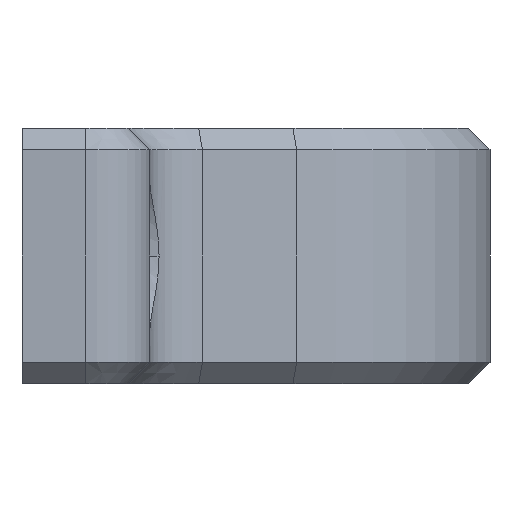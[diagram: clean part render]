
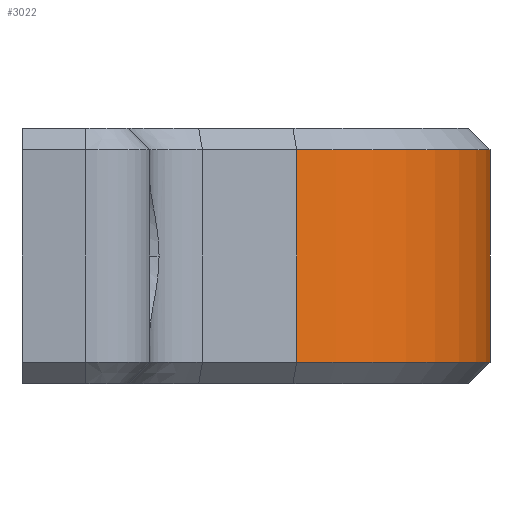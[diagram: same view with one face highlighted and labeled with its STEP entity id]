
A CAD part, front view. The second image highlights one B-rep face of the part: STEP entity #3022.
In plain terms, the highlighted cylindrical face has radius 11 mm (diameter 22 mm), a partial arc.
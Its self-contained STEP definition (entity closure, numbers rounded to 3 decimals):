
#1080 = CONICAL_SURFACE('',#1081,11.,0.785);
#1081 = AXIS2_PLACEMENT_3D('',#1082,#1083,#1084);
#1082 = CARTESIAN_POINT('',(11.,-32.,-5.));
#1083 = DIRECTION('',(0.,0.,1.));
#1084 = DIRECTION('',(0.174,0.985,0.));
#1373 = CONICAL_SURFACE('',#1374,11.,0.785);
#1374 = AXIS2_PLACEMENT_3D('',#1375,#1376,#1377);
#1375 = CARTESIAN_POINT('',(11.,-32.,5.));
#1376 = DIRECTION('',(0.,0.,-1.));
#1377 = DIRECTION('',(0.174,0.985,0.));
#1826 = PLANE('',#1827);
#1827 = AXIS2_PLACEMENT_3D('',#1828,#1829,#1830);
#1828 = CARTESIAN_POINT('',(12.91,-42.833,-6.));
#1829 = DIRECTION('',(0.174,-0.985,0.));
#1830 = DIRECTION('',(-0.985,-0.174,0.));
#2257 = VERTEX_POINT('',#2258);
#2258 = CARTESIAN_POINT('',(12.91,-42.833,-5.));
#2306 = VERTEX_POINT('',#2307);
#2307 = CARTESIAN_POINT('',(12.91,-21.167,-5.));
#2340 = PLANE('',#2341);
#2341 = AXIS2_PLACEMENT_3D('',#2342,#2343,#2344);
#2342 = CARTESIAN_POINT('',(8.479,-20.386,-6.));
#2343 = DIRECTION('',(0.174,0.985,0.));
#2344 = DIRECTION('',(0.985,-0.174,0.));
#2358 = EDGE_CURVE('',#2306,#2257,#2359,.T.);
#2359 = SURFACE_CURVE('',#2360,(#2365,#2372),.PCURVE_S1.);
#2360 = CIRCLE('',#2361,11.);
#2361 = AXIS2_PLACEMENT_3D('',#2362,#2363,#2364);
#2362 = CARTESIAN_POINT('',(11.,-32.,-5.));
#2363 = DIRECTION('',(0.,0.,-1.));
#2364 = DIRECTION('',(0.174,0.985,0.));
#2365 = PCURVE('',#1080,#2366);
#2366 = DEFINITIONAL_REPRESENTATION('',(#2367),#2371);
#2367 = LINE('',#2368,#2369);
#2368 = CARTESIAN_POINT('',(-0.,0.));
#2369 = VECTOR('',#2370,1.);
#2370 = DIRECTION('',(-1.,0.));
#2371 = ( GEOMETRIC_REPRESENTATION_CONTEXT(2) 
PARAMETRIC_REPRESENTATION_CONTEXT() REPRESENTATION_CONTEXT('2D SPACE',''
  ) );
#2372 = PCURVE('',#2373,#2378);
#2373 = CYLINDRICAL_SURFACE('',#2374,11.);
#2374 = AXIS2_PLACEMENT_3D('',#2375,#2376,#2377);
#2375 = CARTESIAN_POINT('',(11.,-32.,-6.));
#2376 = DIRECTION('',(-0.,-0.,-1.));
#2377 = DIRECTION('',(1.,0.,0.));
#2378 = DEFINITIONAL_REPRESENTATION('',(#2379),#2383);
#2379 = LINE('',#2380,#2381);
#2380 = CARTESIAN_POINT('',(-7.679,-1.));
#2381 = VECTOR('',#2382,1.);
#2382 = DIRECTION('',(1.,-0.));
#2383 = ( GEOMETRIC_REPRESENTATION_CONTEXT(2) 
PARAMETRIC_REPRESENTATION_CONTEXT() REPRESENTATION_CONTEXT('2D SPACE',''
  ) );
#2607 = VERTEX_POINT('',#2608);
#2608 = CARTESIAN_POINT('',(12.91,-42.833,5.));
#2656 = VERTEX_POINT('',#2657);
#2657 = CARTESIAN_POINT('',(12.91,-21.167,5.));
#2703 = EDGE_CURVE('',#2656,#2607,#2704,.T.);
#2704 = SURFACE_CURVE('',#2705,(#2710,#2717),.PCURVE_S1.);
#2705 = CIRCLE('',#2706,11.);
#2706 = AXIS2_PLACEMENT_3D('',#2707,#2708,#2709);
#2707 = CARTESIAN_POINT('',(11.,-32.,5.));
#2708 = DIRECTION('',(0.,0.,-1.));
#2709 = DIRECTION('',(0.174,0.985,0.));
#2710 = PCURVE('',#1373,#2711);
#2711 = DEFINITIONAL_REPRESENTATION('',(#2712),#2716);
#2712 = LINE('',#2713,#2714);
#2713 = CARTESIAN_POINT('',(0.,0.));
#2714 = VECTOR('',#2715,1.);
#2715 = DIRECTION('',(1.,0.));
#2716 = ( GEOMETRIC_REPRESENTATION_CONTEXT(2) 
PARAMETRIC_REPRESENTATION_CONTEXT() REPRESENTATION_CONTEXT('2D SPACE',''
  ) );
#2717 = PCURVE('',#2373,#2718);
#2718 = DEFINITIONAL_REPRESENTATION('',(#2719),#2723);
#2719 = LINE('',#2720,#2721);
#2720 = CARTESIAN_POINT('',(-7.679,-11.));
#2721 = VECTOR('',#2722,1.);
#2722 = DIRECTION('',(1.,-0.));
#2723 = ( GEOMETRIC_REPRESENTATION_CONTEXT(2) 
PARAMETRIC_REPRESENTATION_CONTEXT() REPRESENTATION_CONTEXT('2D SPACE',''
  ) );
#2878 = EDGE_CURVE('',#2257,#2607,#2879,.T.);
#2879 = SURFACE_CURVE('',#2880,(#2884,#2891),.PCURVE_S1.);
#2880 = LINE('',#2881,#2882);
#2881 = CARTESIAN_POINT('',(12.91,-42.833,-6.));
#2882 = VECTOR('',#2883,1.);
#2883 = DIRECTION('',(0.,0.,1.));
#2884 = PCURVE('',#1826,#2885);
#2885 = DEFINITIONAL_REPRESENTATION('',(#2886),#2890);
#2886 = LINE('',#2887,#2888);
#2887 = CARTESIAN_POINT('',(0.,-0.));
#2888 = VECTOR('',#2889,1.);
#2889 = DIRECTION('',(0.,-1.));
#2890 = ( GEOMETRIC_REPRESENTATION_CONTEXT(2) 
PARAMETRIC_REPRESENTATION_CONTEXT() REPRESENTATION_CONTEXT('2D SPACE',''
  ) );
#2891 = PCURVE('',#2373,#2892);
#2892 = DEFINITIONAL_REPRESENTATION('',(#2893),#2897);
#2893 = LINE('',#2894,#2895);
#2894 = CARTESIAN_POINT('',(-4.887,0.));
#2895 = VECTOR('',#2896,1.);
#2896 = DIRECTION('',(-0.,-1.));
#2897 = ( GEOMETRIC_REPRESENTATION_CONTEXT(2) 
PARAMETRIC_REPRESENTATION_CONTEXT() REPRESENTATION_CONTEXT('2D SPACE',''
  ) );
#3001 = EDGE_CURVE('',#2306,#2656,#3002,.T.);
#3002 = SURFACE_CURVE('',#3003,(#3007,#3014),.PCURVE_S1.);
#3003 = LINE('',#3004,#3005);
#3004 = CARTESIAN_POINT('',(12.91,-21.167,-6.));
#3005 = VECTOR('',#3006,1.);
#3006 = DIRECTION('',(0.,0.,1.));
#3007 = PCURVE('',#2340,#3008);
#3008 = DEFINITIONAL_REPRESENTATION('',(#3009),#3013);
#3009 = LINE('',#3010,#3011);
#3010 = CARTESIAN_POINT('',(4.499,0.));
#3011 = VECTOR('',#3012,1.);
#3012 = DIRECTION('',(0.,-1.));
#3013 = ( GEOMETRIC_REPRESENTATION_CONTEXT(2) 
PARAMETRIC_REPRESENTATION_CONTEXT() REPRESENTATION_CONTEXT('2D SPACE',''
  ) );
#3014 = PCURVE('',#2373,#3015);
#3015 = DEFINITIONAL_REPRESENTATION('',(#3016),#3020);
#3016 = LINE('',#3017,#3018);
#3017 = CARTESIAN_POINT('',(-7.679,0.));
#3018 = VECTOR('',#3019,1.);
#3019 = DIRECTION('',(-0.,-1.));
#3020 = ( GEOMETRIC_REPRESENTATION_CONTEXT(2) 
PARAMETRIC_REPRESENTATION_CONTEXT() REPRESENTATION_CONTEXT('2D SPACE',''
  ) );
#3022 = ADVANCED_FACE('',(#3023),#2373,.T.);
#3023 = FACE_BOUND('',#3024,.F.);
#3024 = EDGE_LOOP('',(#3025,#3026,#3027,#3028));
#3025 = ORIENTED_EDGE('',*,*,#2878,.T.);
#3026 = ORIENTED_EDGE('',*,*,#2703,.F.);
#3027 = ORIENTED_EDGE('',*,*,#3001,.F.);
#3028 = ORIENTED_EDGE('',*,*,#2358,.T.);
